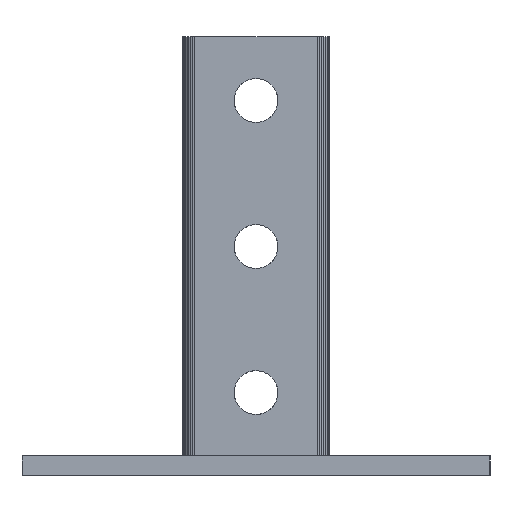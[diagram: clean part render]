
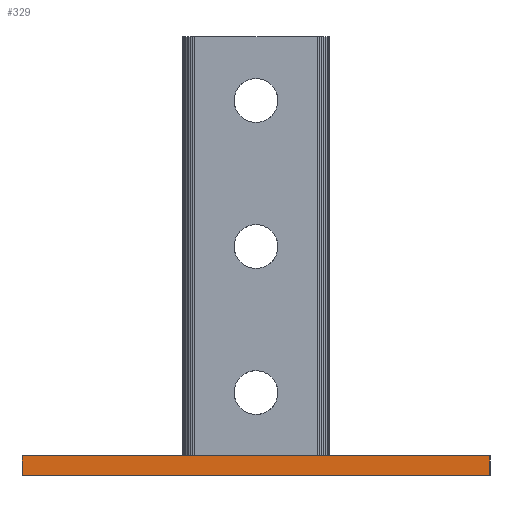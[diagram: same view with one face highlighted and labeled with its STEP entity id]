
A CAD part, left-side view. The second image highlights one B-rep face of the part: STEP entity #329.
In plain terms, the highlighted planar face has unit normal (-1, 0, 0).
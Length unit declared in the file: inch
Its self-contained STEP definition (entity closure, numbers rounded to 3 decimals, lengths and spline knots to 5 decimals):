
#329=ADVANCED_FACE('',(#736),#737,.T.);
#736=FACE_OUTER_BOUND('',#1431,.T.);
#737=PLANE('',#1432);
#1431=EDGE_LOOP('',(#2526,#2527,#2528,#2529));
#1432=AXIS2_PLACEMENT_3D('',#2530,#2531,#2532);
#2526=ORIENTED_EDGE('',*,*,#3468,.T.);
#2527=ORIENTED_EDGE('',*,*,#3540,.F.);
#2528=ORIENTED_EDGE('',*,*,#3545,.T.);
#2529=ORIENTED_EDGE('',*,*,#3546,.T.);
#2530=CARTESIAN_POINT('',(7.27685,20.04474,0.25));
#2531=DIRECTION('',(-1.0,0.0,0.0));
#2532=DIRECTION('',(0.0,1.0,0.0));
#3468=EDGE_CURVE('',#4248,#4252,#4254,.T.);
#3540=EDGE_CURVE('',#4351,#4252,#4353,.T.);
#3545=EDGE_CURVE('',#4351,#4359,#4360,.T.);
#3546=EDGE_CURVE('',#4359,#4248,#4361,.T.);
#4248=VERTEX_POINT('',#6005);
#4252=VERTEX_POINT('',#6011);
#4254=LINE('',#6014,#6015);
#4351=VERTEX_POINT('',#6247);
#4353=LINE('',#6250,#6251);
#4359=VERTEX_POINT('',#6259);
#4360=LINE('',#6260,#6261);
#4361=LINE('',#6262,#6263);
#6005=CARTESIAN_POINT('',(7.27685,23.04474,0.0));
#6011=CARTESIAN_POINT('',(7.27685,17.04474,0.0));
#6014=CARTESIAN_POINT('',(7.27685,17.04474,0.0));
#6015=VECTOR('',#7108,1.0);
#6247=CARTESIAN_POINT('',(7.27685,17.04474,0.25));
#6250=CARTESIAN_POINT('',(7.27685,17.04474,0.25));
#6251=VECTOR('',#7145,1.0);
#6259=CARTESIAN_POINT('',(7.27685,23.04474,0.25));
#6260=CARTESIAN_POINT('',(7.27685,17.04474,0.25));
#6261=VECTOR('',#7148,1.0);
#6262=CARTESIAN_POINT('',(7.27685,23.04474,0.25));
#6263=VECTOR('',#7149,1.0);
#7108=DIRECTION('',(-0.0,-1.0,-0.0));
#7145=DIRECTION('',(0.0,0.0,-1.0));
#7148=DIRECTION('',(0.0,1.0,0.0));
#7149=DIRECTION('',(0.0,0.0,-1.0));
